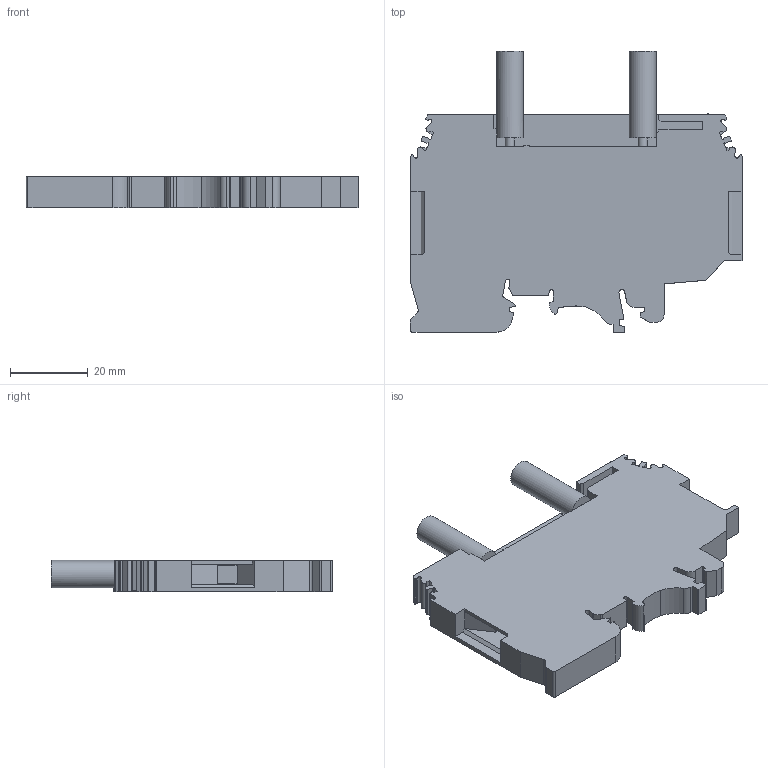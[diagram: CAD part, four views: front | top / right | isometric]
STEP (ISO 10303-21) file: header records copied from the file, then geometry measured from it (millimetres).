
FILE_DESCRIPTION(/* description */ ('Unknown'),/* implementation_level */ '2;1');
FILE_NAME(/* name */ 'KULTD6_GY_3D',/* time_stamp */ '2019-09-14T14:34:38+05:00',/* author */ ('Unknown'),/* organization */ ('Unknown'),/* preprocessor_version */ 'ST-DEVELOPER v16.7',/* originating_system */ 'DEX',/* authorisation */ $);
FILE_SCHEMA (('AUTOMOTIVE_DESIGN {1 0 10303 214 3 1 1}'));
Length unit declared in the file: millimetre
Products named in the file (1): KULTD6
Bounding box: 85.2 x 72.21 x 8.05 mm (x, y, z)
Volume: 30087.2 mm3; surface area: 13208.7 mm2
Topology: 1 solids, 1 shells, 210 faces, 615 edges, 409 vertices
Faces by surface type: plane 149, cylinder 61
Full cylindrical faces by diameter (mm): 2.325 x2, 5.2 x1, 5.4 x1, 6.9 x2
Entity records: 8387 total; most frequent: CARTESIAN_POINT 1223, ORIENTED_EDGE 1212, DIRECTION 1153, EDGE_CURVE 606, LINE 481, VECTOR 481, VERTEX_POINT 406, AXIS2_PLACEMENT_3D 336
